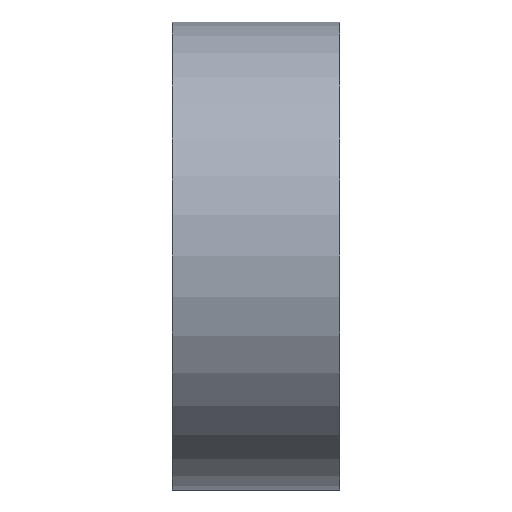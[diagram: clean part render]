
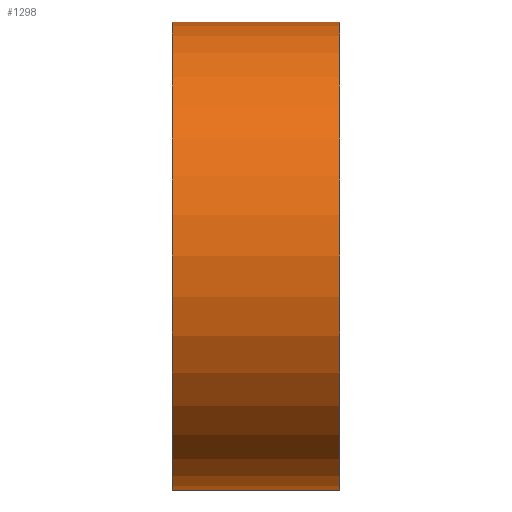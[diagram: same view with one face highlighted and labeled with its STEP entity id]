
A CAD part, left-side view. The second image highlights one B-rep face of the part: STEP entity #1298.
In plain terms, the highlighted cylindrical face has radius 26.5 mm (diameter 53 mm), a partial arc.
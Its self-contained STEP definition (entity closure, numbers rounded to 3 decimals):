
#9 = DIRECTION ( 'NONE',  ( 1., 0., 0. ) ) ;
#33 = VERTEX_POINT ( 'NONE', #1134 ) ;
#43 = DIRECTION ( 'NONE',  ( 0., 1., 0. ) ) ;
#58 = LINE ( 'NONE', #216, #1245 ) ;
#111 = CARTESIAN_POINT ( 'NONE',  ( 0., 9.5, 0. ) ) ;
#122 = DIRECTION ( 'NONE',  ( 0., -1., 0. ) ) ;
#152 = ORIENTED_EDGE ( 'NONE', *, *, #788, .T. ) ;
#153 = EDGE_LOOP ( 'NONE', ( #670, #607, #892, #152 ) ) ;
#164 = EDGE_CURVE ( 'NONE', #1515, #1031, #174, .T. ) ;
#174 = LINE ( 'NONE', #1542, #1510 ) ;
#215 = EDGE_CURVE ( 'NONE', #352, #1515, #1468, .T. ) ;
#216 = CARTESIAN_POINT ( 'NONE',  ( 0., 9.5, -26.5 ) ) ;
#268 = DIRECTION ( 'NONE',  ( 0., 1., 0. ) ) ;
#333 = EDGE_CURVE ( 'NONE', #352, #33, #58, .T. ) ;
#352 = VERTEX_POINT ( 'NONE', #576 ) ;
#360 = AXIS2_PLACEMENT_3D ( 'NONE', #1139, #268, #9 ) ;
#373 = FACE_OUTER_BOUND ( 'NONE', #153, .T. ) ;
#450 = AXIS2_PLACEMENT_3D ( 'NONE', #111, #122, #609 ) ;
#474 = CIRCLE ( 'NONE', #360, 26.5 ) ;
#554 = DIRECTION ( 'NONE',  ( 1., 0., 0. ) ) ;
#576 = CARTESIAN_POINT ( 'NONE',  ( 0., 9.5, -26.5 ) ) ;
#607 = ORIENTED_EDGE ( 'NONE', *, *, #215, .F. ) ;
#609 = DIRECTION ( 'NONE',  ( 0., 0., -1. ) ) ;
#670 = ORIENTED_EDGE ( 'NONE', *, *, #164, .F. ) ;
#788 = EDGE_CURVE ( 'NONE', #33, #1031, #474, .T. ) ;
#892 = ORIENTED_EDGE ( 'NONE', *, *, #333, .T. ) ;
#924 = CYLINDRICAL_SURFACE ( 'NONE', #450, 26.5 ) ;
#925 = CARTESIAN_POINT ( 'NONE',  ( 0., 9.5, 26.5 ) ) ;
#996 = AXIS2_PLACEMENT_3D ( 'NONE', #1176, #43, #554 ) ;
#1031 = VERTEX_POINT ( 'NONE', #1436 ) ;
#1134 = CARTESIAN_POINT ( 'NONE',  ( 0., -9.5, -26.5 ) ) ;
#1139 = CARTESIAN_POINT ( 'NONE',  ( 0., -9.5, 0. ) ) ;
#1176 = CARTESIAN_POINT ( 'NONE',  ( 0., 9.5, 0. ) ) ;
#1204 = DIRECTION ( 'NONE',  ( 0., -1., 0. ) ) ;
#1245 = VECTOR ( 'NONE', #1204, 1000. ) ;
#1270 = DIRECTION ( 'NONE',  ( 0., -1., 0. ) ) ;
#1298 = ADVANCED_FACE ( 'NONE', ( #373 ), #924, .T. ) ;
#1436 = CARTESIAN_POINT ( 'NONE',  ( 0., -9.5, 26.5 ) ) ;
#1468 = CIRCLE ( 'NONE', #996, 26.5 ) ;
#1510 = VECTOR ( 'NONE', #1270, 1000. ) ;
#1515 = VERTEX_POINT ( 'NONE', #925 ) ;
#1542 = CARTESIAN_POINT ( 'NONE',  ( 0., 9.5, 26.5 ) ) ;
